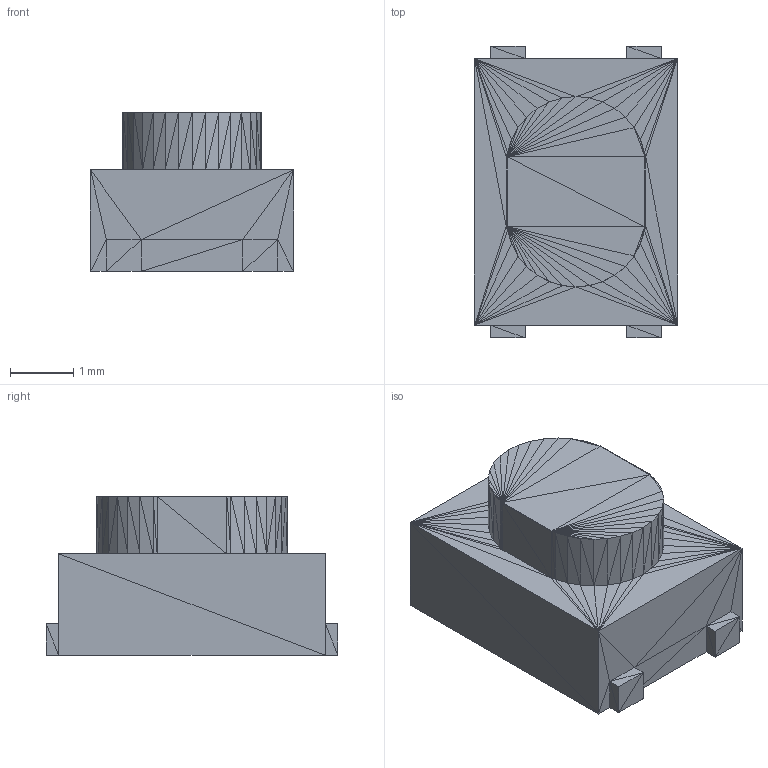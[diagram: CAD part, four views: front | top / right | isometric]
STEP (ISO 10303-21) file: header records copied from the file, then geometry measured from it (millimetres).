
FILE_DESCRIPTION((' Model'),'2;1');
FILE_NAME(' Shape Model','2023-09-14T03:53:22',(''),( ''),' ','','Unknown');
FILE_SCHEMA(('AUTOMOTIVE_DESIGN { 1 0 10303 214 1 1 1 1 }'));
Length unit declared in the file: millimetre
Products named in the file (1):  STEP translator 7.5 1
Bounding box: 3.2 x 4.6 x 2.5 mm (x, y, z)
Surface area: 59.9 mm2 (no closed solid volume)
Topology: 0 solids, 1 shells, 228 faces, 342 edges, 116 vertices
Faces by surface type: plane 228
Entity records: 8572 total; most frequent: CARTESIAN_POINT 1713, DIRECTION 1142, ORIENTED_EDGE 684, LINE 684, VECTOR 684, PCURVE 684, DEFINITIONAL_REPRESENTATION 684, EDGE_CURVE 342
